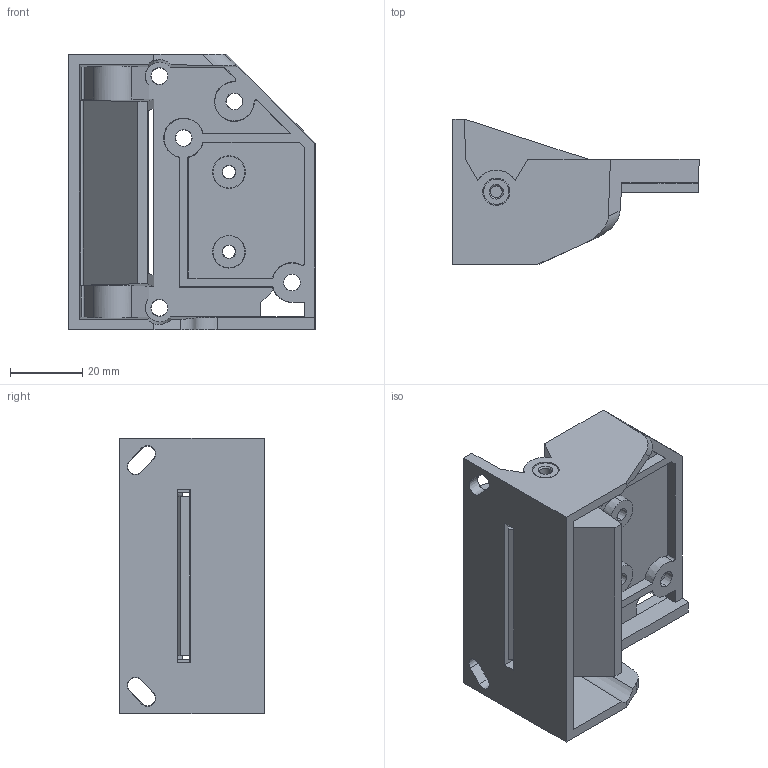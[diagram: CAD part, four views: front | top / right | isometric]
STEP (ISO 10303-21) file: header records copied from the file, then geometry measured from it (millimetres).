
FILE_DESCRIPTION((''),'2;1');
FILE_NAME('G0333_SENSORHALTER_MONTIERT_ASM','2021-10-25T',('Z420'),(''),'CREO PARAMETRIC BY PTC INC, 2015480','CREO PARAMETRIC BY PTC INC, 2015480','');
FILE_SCHEMA(('CONFIG_CONTROL_DESIGN'));
Length unit declared in the file: millimetre
Products named in the file (4): G0332_SENSORHALTER; G0196_SPIEGEL_KUNSTSTOFF; G0183_EXPANSIONSERT1_M4; G0333_SENSORHALTER_MONTIERT_ASM
Assembly tree (4 placements, depth 2):
  G0333_SENSORHALTER_MONTIERT_ASM
    G0332_SENSORHALTER
    G0196_SPIEGEL_KUNSTSTOFF
    G0183_EXPANSIONSERT1_M4  x2
Bounding box: 68 x 40 x 76 mm (x, y, z)
Volume: 38260.9 mm3; surface area: 28414.8 mm2
Topology: 4 solids, 6 shells, 257 faces, 710 edges, 469 vertices
Faces by surface type: plane 150, cone 73, cylinder 34
Entity records: 7173 total; most frequent: CARTESIAN_POINT 1569, ORIENTED_EDGE 1168, DIRECTION 1105, EDGE_CURVE 586, VECTOR 387, LINE 387, VERTEX_POINT 387, AXIS2_PLACEMENT_3D 359
